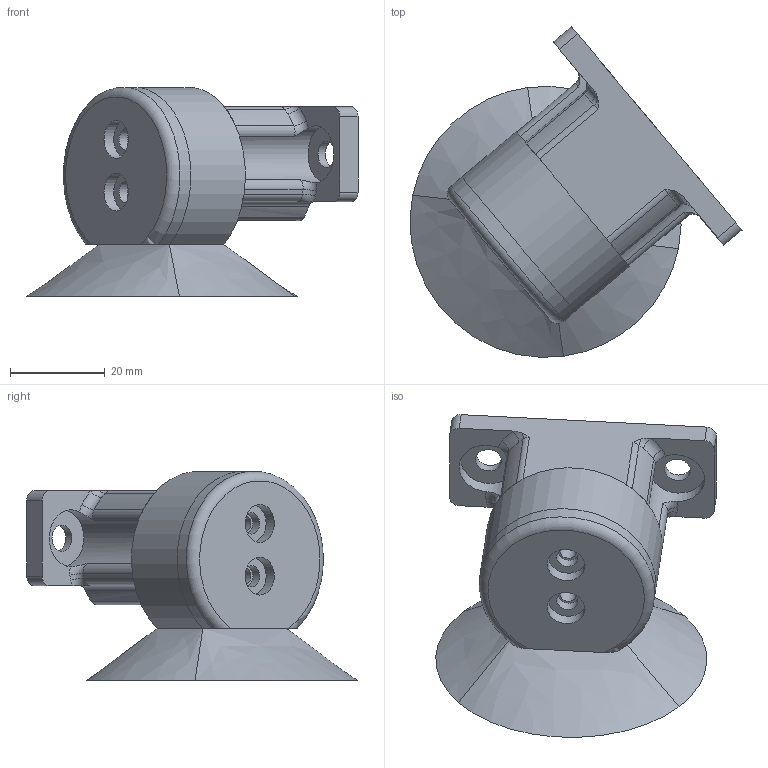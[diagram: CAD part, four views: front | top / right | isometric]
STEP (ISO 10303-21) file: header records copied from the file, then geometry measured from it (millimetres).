
FILE_DESCRIPTION(/* description */ (''),/* implementation_level */ '2;1');
FILE_NAME(/* name */ 'suction_cup_mount.step',/* time_stamp */ '2021-02-08T09:34:30-05:00',/* author */ (''),/* organization */ (''),/* preprocessor_version */ 'ST-DEVELOPER v18.1',/* originating_system */ 'Autodesk Translation Framework v9.7.1.1290',/* authorisation */ '');
FILE_SCHEMA (('AUTOMOTIVE_DESIGN { 1 0 10303 214 3 1 1 }'));
Length unit declared in the file: millimetre
Products named in the file (2): suction_cup_mount; mount
Assembly tree (1 placements, depth 2):
  suction_cup_mount
    mount
Bounding box: 70.03 x 69.7 x 44.06 mm (x, y, z)
Volume: 52127.3 mm3; surface area: 18173.9 mm2
Topology: 3 solids, 3 shells, 79 faces, 197 edges, 128 vertices
Faces by surface type: cylinder 34, plane 26, torus 15, bspline 4
Full cylindrical faces by diameter (mm): 3.5 x2, 4.5 x2, 5.5 x2, 8 x2, 12 x2
Entity records: 2633 total; most frequent: CARTESIAN_POINT 627, DIRECTION 434, ORIENTED_EDGE 394, EDGE_CURVE 197, AXIS2_PLACEMENT_3D 179, VERTEX_POINT 128, CIRCLE 101, EDGE_LOOP 93
